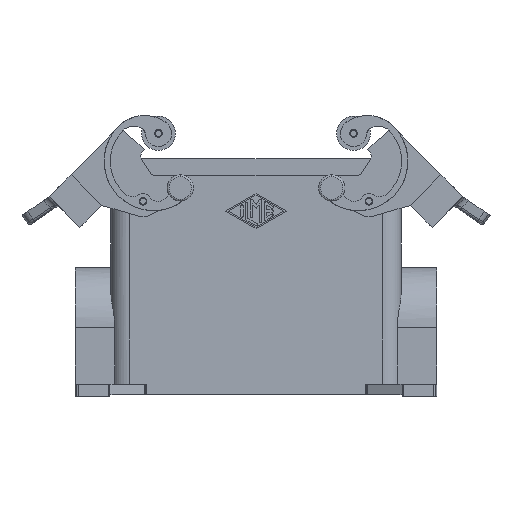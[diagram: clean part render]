
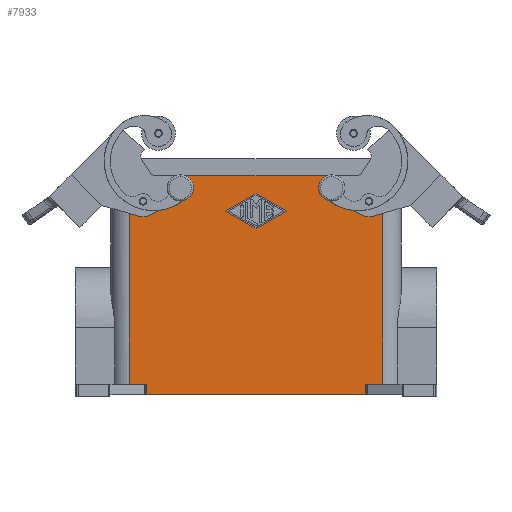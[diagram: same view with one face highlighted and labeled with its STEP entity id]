
A CAD part, front view. The second image highlights one B-rep face of the part: STEP entity #7933.
In plain terms, the highlighted planar face has unit normal (0, -1, 0).
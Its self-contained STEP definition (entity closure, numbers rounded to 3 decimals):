
#1136=CARTESIAN_POINT('',(-24.5,-21.75,22.0));
#1137=VERTEX_POINT('',#1136);
#1146=CARTESIAN_POINT('',(-24.5,-21.75,17.0));
#1147=VERTEX_POINT('',#1146);
#1148=CARTESIAN_POINT('',(-24.5,-21.75,19.5));
#1149=DIRECTION('',(0.0,1.0,0.0));
#1150=DIRECTION('',(0.0,0.0,1.0));
#1151=AXIS2_PLACEMENT_3D('',#1148,#1149,#1150);
#1152=CIRCLE('',#1151,2.5);
#1153=EDGE_CURVE('',#1147,#1137,#1152,.T.);
#2407=CARTESIAN_POINT('',(24.5,-21.75,22.0));
#2408=VERTEX_POINT('',#2407);
#2417=CARTESIAN_POINT('',(24.5,-21.75,17.0));
#2418=VERTEX_POINT('',#2417);
#2419=CARTESIAN_POINT('',(24.5,-21.75,19.5));
#2420=DIRECTION('',(0.0,1.0,0.0));
#2421=DIRECTION('',(0.0,0.0,1.0));
#2422=AXIS2_PLACEMENT_3D('',#2419,#2420,#2421);
#2423=CIRCLE('',#2422,2.5);
#2424=EDGE_CURVE('',#2418,#2408,#2423,.T.);
#7744=CARTESIAN_POINT('',(-35.541,-21.75,-47.5));
#7745=VERTEX_POINT('',#7744);
#7753=CARTESIAN_POINT('',(-35.541,-21.75,-44.));
#7754=VERTEX_POINT('',#7753);
#7755=CARTESIAN_POINT('',(-35.541,-21.75,-47.5));
#7756=DIRECTION('',(0.0,0.0,1.0));
#7757=VECTOR('',#7756,3.5);
#7758=LINE('',#7755,#7757);
#7759=EDGE_CURVE('',#7745,#7754,#7758,.T.);
#7799=CARTESIAN_POINT('',(35.541,-21.75,-44.));
#7800=VERTEX_POINT('',#7799);
#7808=CARTESIAN_POINT('',(35.541,-21.75,-47.5));
#7809=VERTEX_POINT('',#7808);
#7810=CARTESIAN_POINT('',(35.541,-21.75,-44.));
#7811=DIRECTION('',(0.0,0.0,-1.0));
#7812=VECTOR('',#7811,3.5);
#7813=LINE('',#7810,#7812);
#7814=EDGE_CURVE('',#7800,#7809,#7813,.T.);
#7826=CARTESIAN_POINT('',(41.,-21.75,1.5));
#7827=DIRECTION('',(0.0,-1.0,0.0));
#7828=DIRECTION('',(0.0,0.0,-1.0));
#7829=AXIS2_PLACEMENT_3D('',#7826,#7827,#7828);
#7830=PLANE('',#7829);
#7831=ORIENTED_EDGE('',*,*,#7759,.F.);
#7832=CARTESIAN_POINT('',(35.541,-21.75,-47.5));
#7833=DIRECTION('',(-1.0,0.0,0.0));
#7834=VECTOR('',#7833,71.081);
#7835=LINE('',#7832,#7834);
#7836=EDGE_CURVE('',#7809,#7745,#7835,.T.);
#7837=ORIENTED_EDGE('',*,*,#7836,.F.);
#7838=ORIENTED_EDGE('',*,*,#7814,.F.);
#7839=CARTESIAN_POINT('',(41.0,-21.75,-44.0));
#7840=VERTEX_POINT('',#7839);
#7841=CARTESIAN_POINT('',(35.541,-21.75,-44.));
#7842=DIRECTION('',(1.0,0.0,0.0));
#7843=VECTOR('',#7842,5.459);
#7844=LINE('',#7841,#7843);
#7845=EDGE_CURVE('',#7800,#7840,#7844,.T.);
#7846=ORIENTED_EDGE('',*,*,#7845,.T.);
#7847=CARTESIAN_POINT('',(41.,-21.75,23.5));
#7848=VERTEX_POINT('',#7847);
#7849=CARTESIAN_POINT('',(41.,-21.75,23.5));
#7850=DIRECTION('',(0.0,0.0,-1.0));
#7851=VECTOR('',#7850,67.5);
#7852=LINE('',#7849,#7851);
#7853=EDGE_CURVE('',#7848,#7840,#7852,.T.);
#7854=ORIENTED_EDGE('',*,*,#7853,.F.);
#7855=CARTESIAN_POINT('',(-41.,-21.75,23.5));
#7856=VERTEX_POINT('',#7855);
#7857=CARTESIAN_POINT('',(41.,-21.75,23.5));
#7858=DIRECTION('',(-1.0,0.0,0.0));
#7859=VECTOR('',#7858,82.0);
#7860=LINE('',#7857,#7859);
#7861=EDGE_CURVE('',#7848,#7856,#7860,.T.);
#7862=ORIENTED_EDGE('',*,*,#7861,.T.);
#7863=CARTESIAN_POINT('',(-41.0,-21.75,-44.0));
#7864=VERTEX_POINT('',#7863);
#7865=CARTESIAN_POINT('',(-41.,-21.75,23.5));
#7866=DIRECTION('',(0.0,0.0,-1.0));
#7867=VECTOR('',#7866,67.5);
#7868=LINE('',#7865,#7867);
#7869=EDGE_CURVE('',#7856,#7864,#7868,.T.);
#7870=ORIENTED_EDGE('',*,*,#7869,.T.);
#7871=CARTESIAN_POINT('',(-41.0,-21.75,-44.0));
#7872=DIRECTION('',(1.0,0.0,0.0));
#7873=VECTOR('',#7872,5.459);
#7874=LINE('',#7871,#7873);
#7875=EDGE_CURVE('',#7864,#7754,#7874,.T.);
#7876=ORIENTED_EDGE('',*,*,#7875,.T.);
#7877=EDGE_LOOP('',(#7831,#7837,#7838,#7846,#7854,#7862,#7870,#7876));
#7878=FACE_OUTER_BOUND('',#7877,.T.);
#7879=CARTESIAN_POINT('',(0.,-21.75,6.375));
#7880=VERTEX_POINT('',#7879);
#7881=CARTESIAN_POINT('',(-9.75,-21.75,12.));
#7882=VERTEX_POINT('',#7881);
#7883=CARTESIAN_POINT('',(0.,-21.75,6.375));
#7884=DIRECTION('',(-0.866,0.0,0.5));
#7885=VECTOR('',#7884,11.256);
#7886=LINE('',#7883,#7885);
#7887=EDGE_CURVE('',#7880,#7882,#7886,.T.);
#7888=ORIENTED_EDGE('',*,*,#7887,.T.);
#7889=CARTESIAN_POINT('',(0.,-21.75,17.625));
#7890=VERTEX_POINT('',#7889);
#7891=CARTESIAN_POINT('',(-9.75,-21.75,12.));
#7892=DIRECTION('',(0.866,0.0,0.5));
#7893=VECTOR('',#7892,11.256);
#7894=LINE('',#7891,#7893);
#7895=EDGE_CURVE('',#7882,#7890,#7894,.T.);
#7896=ORIENTED_EDGE('',*,*,#7895,.T.);
#7897=CARTESIAN_POINT('',(9.75,-21.75,12.0));
#7898=VERTEX_POINT('',#7897);
#7899=CARTESIAN_POINT('',(0.,-21.75,17.625));
#7900=DIRECTION('',(0.866,0.0,-0.5));
#7901=VECTOR('',#7900,11.256);
#7902=LINE('',#7899,#7901);
#7903=EDGE_CURVE('',#7890,#7898,#7902,.T.);
#7904=ORIENTED_EDGE('',*,*,#7903,.T.);
#7905=CARTESIAN_POINT('',(9.75,-21.75,12.0));
#7906=DIRECTION('',(-0.866,0.0,-0.5));
#7907=VECTOR('',#7906,11.256);
#7908=LINE('',#7905,#7907);
#7909=EDGE_CURVE('',#7898,#7880,#7908,.T.);
#7910=ORIENTED_EDGE('',*,*,#7909,.T.);
#7911=EDGE_LOOP('',(#7888,#7896,#7904,#7910));
#7912=FACE_BOUND('',#7911,.T.);
#7913=ORIENTED_EDGE('',*,*,#2424,.T.);
#7914=CARTESIAN_POINT('',(24.5,-21.75,19.5));
#7915=DIRECTION('',(0.0,1.0,0.0));
#7916=DIRECTION('',(0.0,0.0,1.0));
#7917=AXIS2_PLACEMENT_3D('',#7914,#7915,#7916);
#7918=CIRCLE('',#7917,2.5);
#7919=EDGE_CURVE('',#2408,#2418,#7918,.T.);
#7920=ORIENTED_EDGE('',*,*,#7919,.T.);
#7921=EDGE_LOOP('',(#7913,#7920));
#7922=FACE_BOUND('',#7921,.T.);
#7923=ORIENTED_EDGE('',*,*,#1153,.T.);
#7924=CARTESIAN_POINT('',(-24.5,-21.75,19.5));
#7925=DIRECTION('',(0.0,1.0,0.0));
#7926=DIRECTION('',(0.0,0.0,1.0));
#7927=AXIS2_PLACEMENT_3D('',#7924,#7925,#7926);
#7928=CIRCLE('',#7927,2.5);
#7929=EDGE_CURVE('',#1137,#1147,#7928,.T.);
#7930=ORIENTED_EDGE('',*,*,#7929,.T.);
#7931=EDGE_LOOP('',(#7923,#7930));
#7932=FACE_BOUND('',#7931,.T.);
#7933=ADVANCED_FACE('',(#7878,#7912,#7922,#7932),#7830,.T.);
